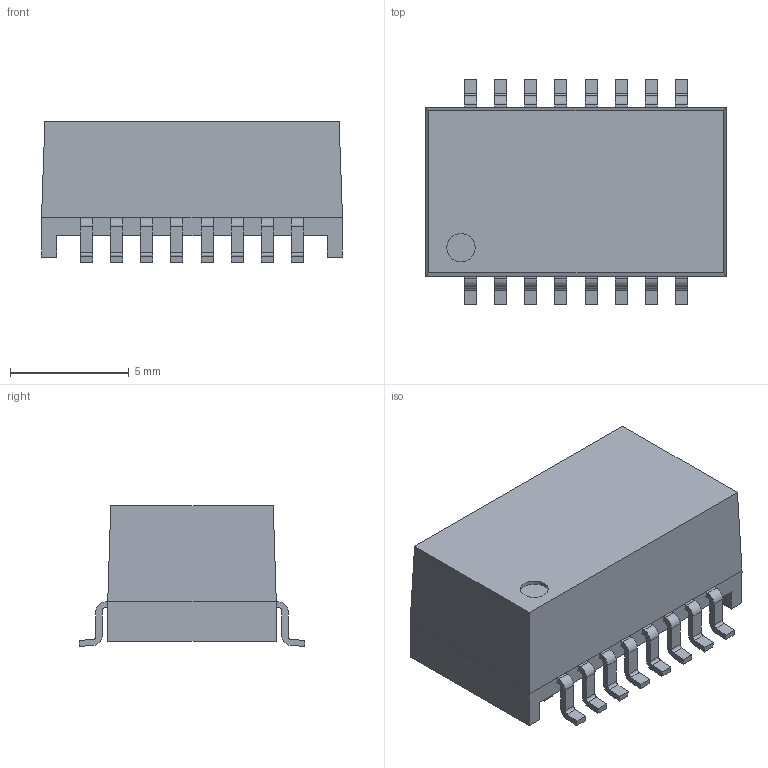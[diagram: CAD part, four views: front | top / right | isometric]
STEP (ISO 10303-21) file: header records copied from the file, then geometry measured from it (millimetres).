
FILE_DESCRIPTION (( 'STEP AP214' ), '1' );
FILE_NAME ('H1102NL_3D.STEP', '2017-07-25T06:33:19', ( '' ), ( '' ), 'SwSTEP 2.0', 'SolidWorks 2015', '' );
FILE_SCHEMA (( 'AUTOMOTIVE_DESIGN' ));
Length unit declared in the file: millimetre
Products named in the file (1): H1102NL_3D
Bounding box: 12.7 x 9.53 x 5.94 mm (x, y, z)
Volume: 227 mm3; surface area: 831.4 mm2
Topology: 41 solids, 41 shells, 743 faces, 1976 edges, 1316 vertices
Faces by surface type: plane 501, cylinder 242
Entity records: 31629 total; most frequent: CARTESIAN_POINT 4036, ORIENTED_EDGE 3952, DIRECTION 3948, EDGE_CURVE 1976, VECTOR 1492, LINE 1492, VERTEX_POINT 1316, AXIS2_PLACEMENT_3D 1228
